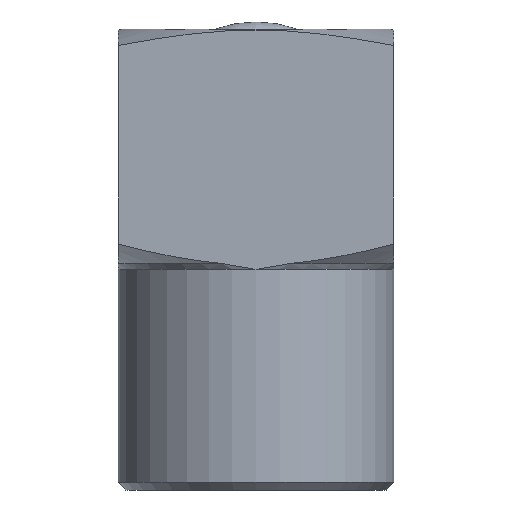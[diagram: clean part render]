
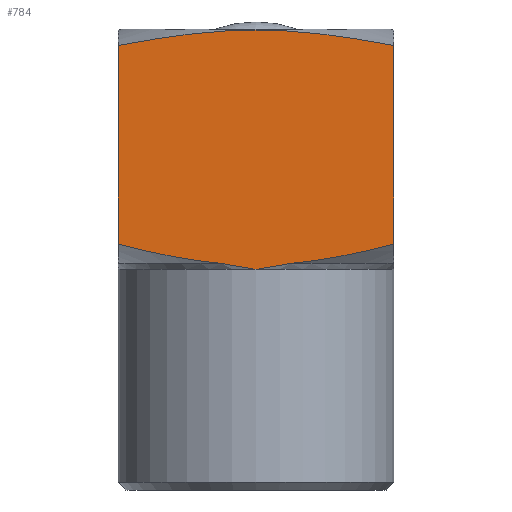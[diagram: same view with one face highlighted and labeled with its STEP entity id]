
A CAD part, front view. The second image highlights one B-rep face of the part: STEP entity #784.
In plain terms, the highlighted planar face has unit normal (0, -1, 0).
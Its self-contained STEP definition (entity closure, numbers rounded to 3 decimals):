
#14=B_SPLINE_CURVE_WITH_KNOTS('',3,(#1366,#1367,#1368,#1369),
 .UNSPECIFIED.,.F.,.F.,(4,4),(0.,0.41),.UNSPECIFIED.);
#21=B_SPLINE_CURVE_WITH_KNOTS('',3,(#1404,#1405,#1406,#1407),
 .UNSPECIFIED.,.F.,.F.,(4,4),(1.104,1.514),
 .UNSPECIFIED.);
#28=(
BOUNDED_CURVE()
B_SPLINE_CURVE(2,(#1297,#1298,#1299),.UNSPECIFIED.,.F.,.F.)
B_SPLINE_CURVE_WITH_KNOTS((3,3),(1.015,3.302),
 .UNSPECIFIED.)
CURVE()
GEOMETRIC_REPRESENTATION_ITEM()
RATIONAL_B_SPLINE_CURVE((1.29,1.557,1.557))
REPRESENTATION_ITEM('')
);
#32=(
BOUNDED_CURVE()
B_SPLINE_CURVE(2,(#1312,#1313,#1314),.UNSPECIFIED.,.F.,.F.)
B_SPLINE_CURVE_WITH_KNOTS((3,3),(3.302,5.588),
 .UNSPECIFIED.)
CURVE()
GEOMETRIC_REPRESENTATION_ITEM()
RATIONAL_B_SPLINE_CURVE((1.557,1.557,1.29))
REPRESENTATION_ITEM('')
);
#33=(
BOUNDED_CURVE()
B_SPLINE_CURVE(2,(#1323,#1324,#1325),.UNSPECIFIED.,.F.,.F.)
B_SPLINE_CURVE_WITH_KNOTS((3,3),(0.,1.649),.UNSPECIFIED.)
CURVE()
GEOMETRIC_REPRESENTATION_ITEM()
RATIONAL_B_SPLINE_CURVE((1.,1.094,1.084))
REPRESENTATION_ITEM('')
);
#40=(
BOUNDED_CURVE()
B_SPLINE_CURVE(2,(#1361,#1362,#1363),.UNSPECIFIED.,.F.,.F.)
B_SPLINE_CURVE_WITH_KNOTS((3,3),(1.325,2.974),
 .UNSPECIFIED.)
CURVE()
GEOMETRIC_REPRESENTATION_ITEM()
RATIONAL_B_SPLINE_CURVE((1.084,1.094,1.))
REPRESENTATION_ITEM('')
);
#75=PLANE('',#920);
#118=FACE_OUTER_BOUND('',#166,.T.);
#166=EDGE_LOOP('',(#715,#716,#717,#718,#719,#720,#721,#722));
#182=LINE('',#1412,#205);
#191=LINE('',#1559,#214);
#205=VECTOR('',#1110,10.);
#214=VECTOR('',#1171,10.);
#328=VERTEX_POINT('',#1295);
#329=VERTEX_POINT('',#1296);
#332=VERTEX_POINT('',#1308);
#335=VERTEX_POINT('',#1321);
#336=VERTEX_POINT('',#1322);
#345=VERTEX_POINT('',#1355);
#346=VERTEX_POINT('',#1359);
#347=VERTEX_POINT('',#1365);
#426=EDGE_CURVE('',#328,#329,#28,.T.);
#430=EDGE_CURVE('',#329,#332,#32,.T.);
#434=EDGE_CURVE('',#335,#336,#33,.T.);
#445=EDGE_CURVE('',#345,#346,#40,.T.);
#446=EDGE_CURVE('',#347,#335,#14,.T.);
#457=EDGE_CURVE('',#346,#347,#21,.T.);
#460=EDGE_CURVE('',#336,#328,#182,.T.);
#489=EDGE_CURVE('',#345,#332,#191,.T.);
#715=ORIENTED_EDGE('',*,*,#426,.T.);
#716=ORIENTED_EDGE('',*,*,#430,.T.);
#717=ORIENTED_EDGE('',*,*,#489,.F.);
#718=ORIENTED_EDGE('',*,*,#445,.T.);
#719=ORIENTED_EDGE('',*,*,#457,.T.);
#720=ORIENTED_EDGE('',*,*,#446,.T.);
#721=ORIENTED_EDGE('',*,*,#434,.T.);
#722=ORIENTED_EDGE('',*,*,#460,.T.);
#784=ADVANCED_FACE('',(#118),#75,.T.);
#920=AXIS2_PLACEMENT_3D('',#1558,#1169,#1170);
#1110=DIRECTION('',(0.,0.,1.));
#1169=DIRECTION('center_axis',(0.,-1.,0.));
#1170=DIRECTION('ref_axis',(0.,0.,-1.));
#1171=DIRECTION('',(0.,0.,1.));
#1295=CARTESIAN_POINT('',(17.5,-17.5,56.424));
#1296=CARTESIAN_POINT('',(0.,-17.5,58.366));
#1297=CARTESIAN_POINT('Ctrl Pts',(17.5,-17.5,56.424));
#1298=CARTESIAN_POINT('Ctrl Pts',(7.249,-17.5,58.366));
#1299=CARTESIAN_POINT('Ctrl Pts',(0.,-17.5,58.366));
#1308=CARTESIAN_POINT('',(-17.5,-17.5,56.424));
#1312=CARTESIAN_POINT('Ctrl Pts',(0.,-17.5,58.366));
#1313=CARTESIAN_POINT('Ctrl Pts',(-7.249,-17.5,58.366));
#1314=CARTESIAN_POINT('Ctrl Pts',(-17.5,-17.5,56.424));
#1321=CARTESIAN_POINT('',(4.324,-17.5,28.752));
#1322=CARTESIAN_POINT('',(17.5,-17.5,31.198));
#1323=CARTESIAN_POINT('Ctrl Pts',(4.324,-17.5,28.752));
#1324=CARTESIAN_POINT('Ctrl Pts',(9.877,-17.5,29.237));
#1325=CARTESIAN_POINT('Ctrl Pts',(17.5,-17.5,31.198));
#1355=CARTESIAN_POINT('',(-17.5,-17.5,31.198));
#1359=CARTESIAN_POINT('',(-4.324,-17.5,28.752));
#1361=CARTESIAN_POINT('Ctrl Pts',(-17.5,-17.5,31.198));
#1362=CARTESIAN_POINT('Ctrl Pts',(-9.877,-17.5,29.237));
#1363=CARTESIAN_POINT('Ctrl Pts',(-4.324,-17.5,28.752));
#1365=CARTESIAN_POINT('',(0.,-17.5,28.));
#1366=CARTESIAN_POINT('Ctrl Pts',(0.,-17.5,28.));
#1367=CARTESIAN_POINT('Ctrl Pts',(1.336,-17.5,28.286));
#1368=CARTESIAN_POINT('Ctrl Pts',(2.885,-17.5,28.626));
#1369=CARTESIAN_POINT('Ctrl Pts',(4.324,-17.5,28.752));
#1404=CARTESIAN_POINT('Ctrl Pts',(-4.324,-17.5,28.752));
#1405=CARTESIAN_POINT('Ctrl Pts',(-2.885,-17.5,28.626));
#1406=CARTESIAN_POINT('Ctrl Pts',(-1.336,-17.5,28.286));
#1407=CARTESIAN_POINT('Ctrl Pts',(0.,-17.5,28.));
#1412=CARTESIAN_POINT('',(17.5,-17.5,0.));
#1558=CARTESIAN_POINT('Origin',(17.5,-17.5,0.));
#1559=CARTESIAN_POINT('',(-17.5,-17.5,0.));
